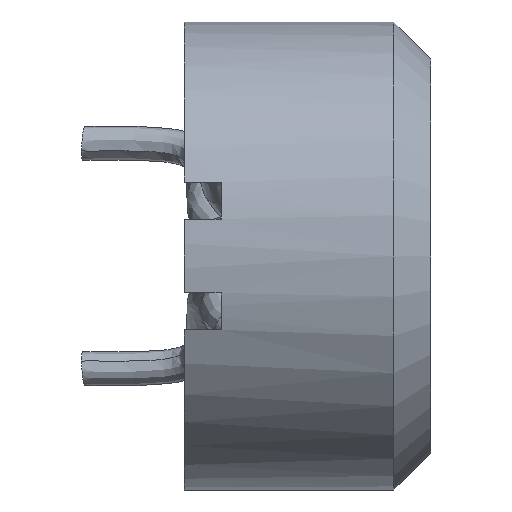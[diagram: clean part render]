
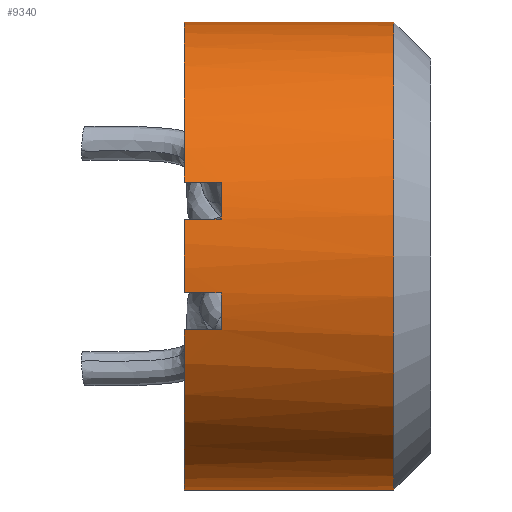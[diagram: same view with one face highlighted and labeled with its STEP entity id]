
A CAD part, left-side view. The second image highlights one B-rep face of the part: STEP entity #9340.
In plain terms, the highlighted cylindrical face has radius 19 mm (diameter 38 mm), a partial arc.
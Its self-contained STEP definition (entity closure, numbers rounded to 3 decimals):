
#8 = CIRCLE ( 'NONE', #9740, 19. ) ;
#61 = VERTEX_POINT ( 'NONE', #16459 ) ;
#227 = CARTESIAN_POINT ( 'NONE',  ( -18.762, 0., -3. ) ) ;
#333 = VERTEX_POINT ( 'NONE', #4778 ) ;
#375 = ORIENTED_EDGE ( 'NONE', *, *, #4975, .T. ) ;
#789 = CARTESIAN_POINT ( 'NONE',  ( -18.028, 0., 6. ) ) ;
#877 = ORIENTED_EDGE ( 'NONE', *, *, #8075, .F. ) ;
#1071 = DIRECTION ( 'NONE',  ( 0., 0., -1. ) ) ;
#1143 = ORIENTED_EDGE ( 'NONE', *, *, #1729, .T. ) ;
#1285 = VECTOR ( 'NONE', #16265, 1000. ) ;
#1555 = CARTESIAN_POINT ( 'NONE',  ( 0., 9.25, -19. ) ) ;
#1729 = EDGE_CURVE ( 'NONE', #16666, #61, #8, .T. ) ;
#2074 = DIRECTION ( 'NONE',  ( 0., -1., 0. ) ) ;
#2354 = CIRCLE ( 'NONE', #11038, 19. ) ;
#2436 = CARTESIAN_POINT ( 'NONE',  ( -18.762, 6.25, 3. ) ) ;
#2620 = CARTESIAN_POINT ( 'NONE',  ( 0., 9.25, 0. ) ) ;
#2742 = AXIS2_PLACEMENT_3D ( 'NONE', #11204, #2074, #3418 ) ;
#2836 = CARTESIAN_POINT ( 'NONE',  ( -18.028, 0., -6. ) ) ;
#2853 = CARTESIAN_POINT ( 'NONE',  ( -18.028, 9.25, 6. ) ) ;
#3024 = DIRECTION ( 'NONE',  ( 0., 0., -1. ) ) ;
#3129 = DIRECTION ( 'NONE',  ( 0., 0., 1. ) ) ;
#3214 = CARTESIAN_POINT ( 'NONE',  ( 0., 0., -19. ) ) ;
#3300 = VERTEX_POINT ( 'NONE', #2436 ) ;
#3311 = DIRECTION ( 'NONE',  ( 0., -1., 0. ) ) ;
#3350 = AXIS2_PLACEMENT_3D ( 'NONE', #15148, #6268, #1071 ) ;
#3378 = CARTESIAN_POINT ( 'NONE',  ( -18.762, 6.25, -3. ) ) ;
#3418 = DIRECTION ( 'NONE',  ( 0., 0., -1. ) ) ;
#3749 = EDGE_CURVE ( 'NONE', #8009, #16059, #15459, .T. ) ;
#3860 = DIRECTION ( 'NONE',  ( 0., -1., 0. ) ) ;
#3971 = CARTESIAN_POINT ( 'NONE',  ( 0., 9.25, 0. ) ) ;
#4113 = AXIS2_PLACEMENT_3D ( 'NONE', #16160, #16081, #3129 ) ;
#4395 = EDGE_CURVE ( 'NONE', #13184, #10890, #8345, .T. ) ;
#4541 = EDGE_CURVE ( 'NONE', #10890, #333, #10028, .T. ) ;
#4599 = VECTOR ( 'NONE', #8064, 1000. ) ;
#4778 = CARTESIAN_POINT ( 'NONE',  ( 0., -7.78, -19. ) ) ;
#4881 = ORIENTED_EDGE ( 'NONE', *, *, #4395, .F. ) ;
#4975 = EDGE_CURVE ( 'NONE', #13184, #6084, #8700, .T. ) ;
#5396 = EDGE_CURVE ( 'NONE', #3300, #16209, #5724, .T. ) ;
#5536 = CIRCLE ( 'NONE', #13930, 19. ) ;
#5724 = CIRCLE ( 'NONE', #4113, 19. ) ;
#5804 = CARTESIAN_POINT ( 'NONE',  ( 0., 0., 19. ) ) ;
#6021 = ORIENTED_EDGE ( 'NONE', *, *, #12370, .T. ) ;
#6084 = VERTEX_POINT ( 'NONE', #2853 ) ;
#6234 = ORIENTED_EDGE ( 'NONE', *, *, #12001, .F. ) ;
#6268 = DIRECTION ( 'NONE',  ( 0., -1., 0. ) ) ;
#7068 = LINE ( 'NONE', #8410, #1285 ) ;
#7315 = CARTESIAN_POINT ( 'NONE',  ( 0., 9.25, 19. ) ) ;
#7385 = ORIENTED_EDGE ( 'NONE', *, *, #13168, .F. ) ;
#7915 = ORIENTED_EDGE ( 'NONE', *, *, #5396, .F. ) ;
#8009 = VERTEX_POINT ( 'NONE', #16671 ) ;
#8064 = DIRECTION ( 'NONE',  ( 0., -1., 0. ) ) ;
#8075 = EDGE_CURVE ( 'NONE', #10628, #61, #14404, .T. ) ;
#8145 = CARTESIAN_POINT ( 'NONE',  ( 0., 6.25, 0. ) ) ;
#8187 = DIRECTION ( 'NONE',  ( 0., -1., 0. ) ) ;
#8345 = LINE ( 'NONE', #5804, #16507 ) ;
#8410 = CARTESIAN_POINT ( 'NONE',  ( -18.762, 0., 3. ) ) ;
#8700 = CIRCLE ( 'NONE', #9244, 19. ) ;
#8977 = ORIENTED_EDGE ( 'NONE', *, *, #4541, .F. ) ;
#8995 = LINE ( 'NONE', #3214, #4599 ) ;
#9216 = CARTESIAN_POINT ( 'NONE',  ( -18.762, 9.25, 3. ) ) ;
#9244 = AXIS2_PLACEMENT_3D ( 'NONE', #2620, #12955, #10583 ) ;
#9340 = ADVANCED_FACE ( 'NONE', ( #9969 ), #15239, .T. ) ;
#9740 = AXIS2_PLACEMENT_3D ( 'NONE', #3971, #15902, #3024 ) ;
#9801 = EDGE_CURVE ( 'NONE', #16059, #10628, #5536, .T. ) ;
#9871 = DIRECTION ( 'NONE',  ( 0., 1., 0. ) ) ;
#9969 = FACE_OUTER_BOUND ( 'NONE', #15857, .T. ) ;
#10028 = CIRCLE ( 'NONE', #2742, 19. ) ;
#10583 = DIRECTION ( 'NONE',  ( 0., 0., -1. ) ) ;
#10628 = VERTEX_POINT ( 'NONE', #3378 ) ;
#10668 = DIRECTION ( 'NONE',  ( 0., 1., 0. ) ) ;
#10885 = VECTOR ( 'NONE', #14646, 1000. ) ;
#10890 = VERTEX_POINT ( 'NONE', #12434 ) ;
#11038 = AXIS2_PLACEMENT_3D ( 'NONE', #14758, #3311, #11094 ) ;
#11094 = DIRECTION ( 'NONE',  ( 0., 0., -1. ) ) ;
#11118 = ORIENTED_EDGE ( 'NONE', *, *, #15788, .T. ) ;
#11204 = CARTESIAN_POINT ( 'NONE',  ( 0., -7.78, 0. ) ) ;
#11211 = CARTESIAN_POINT ( 'NONE',  ( -18.028, 6.25, 6. ) ) ;
#12001 = EDGE_CURVE ( 'NONE', #16209, #6084, #12414, .T. ) ;
#12211 = ORIENTED_EDGE ( 'NONE', *, *, #3749, .F. ) ;
#12370 = EDGE_CURVE ( 'NONE', #8009, #14007, #2354, .T. ) ;
#12414 = LINE ( 'NONE', #789, #12666 ) ;
#12434 = CARTESIAN_POINT ( 'NONE',  ( 0., -7.78, 19. ) ) ;
#12666 = VECTOR ( 'NONE', #9871, 1000. ) ;
#12955 = DIRECTION ( 'NONE',  ( 0., -1., 0. ) ) ;
#13134 = DIRECTION ( 'NONE',  ( 0., 0., 1. ) ) ;
#13168 = EDGE_CURVE ( 'NONE', #16666, #3300, #7068, .T. ) ;
#13184 = VERTEX_POINT ( 'NONE', #7315 ) ;
#13290 = ORIENTED_EDGE ( 'NONE', *, *, #9801, .F. ) ;
#13930 = AXIS2_PLACEMENT_3D ( 'NONE', #8145, #10668, #13134 ) ;
#14007 = VERTEX_POINT ( 'NONE', #1555 ) ;
#14102 = VECTOR ( 'NONE', #3860, 1000. ) ;
#14404 = LINE ( 'NONE', #227, #10885 ) ;
#14646 = DIRECTION ( 'NONE',  ( 0., 1., 0. ) ) ;
#14758 = CARTESIAN_POINT ( 'NONE',  ( 0., 9.25, 0. ) ) ;
#15148 = CARTESIAN_POINT ( 'NONE',  ( 0., 0., 0. ) ) ;
#15239 = CYLINDRICAL_SURFACE ( 'NONE', #3350, 19. ) ;
#15459 = LINE ( 'NONE', #2836, #14102 ) ;
#15637 = CARTESIAN_POINT ( 'NONE',  ( -18.028, 6.25, -6. ) ) ;
#15788 = EDGE_CURVE ( 'NONE', #14007, #333, #8995, .T. ) ;
#15857 = EDGE_LOOP ( 'NONE', ( #4881, #375, #6234, #7915, #7385, #1143, #877, #13290, #12211, #6021, #11118, #8977 ) ) ;
#15902 = DIRECTION ( 'NONE',  ( 0., -1., 0. ) ) ;
#16059 = VERTEX_POINT ( 'NONE', #15637 ) ;
#16081 = DIRECTION ( 'NONE',  ( 0., 1., 0. ) ) ;
#16160 = CARTESIAN_POINT ( 'NONE',  ( 0., 6.25, 0. ) ) ;
#16209 = VERTEX_POINT ( 'NONE', #11211 ) ;
#16265 = DIRECTION ( 'NONE',  ( 0., -1., 0. ) ) ;
#16459 = CARTESIAN_POINT ( 'NONE',  ( -18.762, 9.25, -3. ) ) ;
#16507 = VECTOR ( 'NONE', #8187, 1000. ) ;
#16666 = VERTEX_POINT ( 'NONE', #9216 ) ;
#16671 = CARTESIAN_POINT ( 'NONE',  ( -18.028, 9.25, -6. ) ) ;
